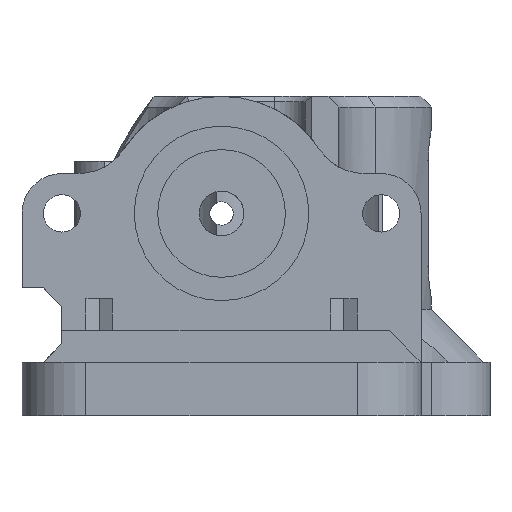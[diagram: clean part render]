
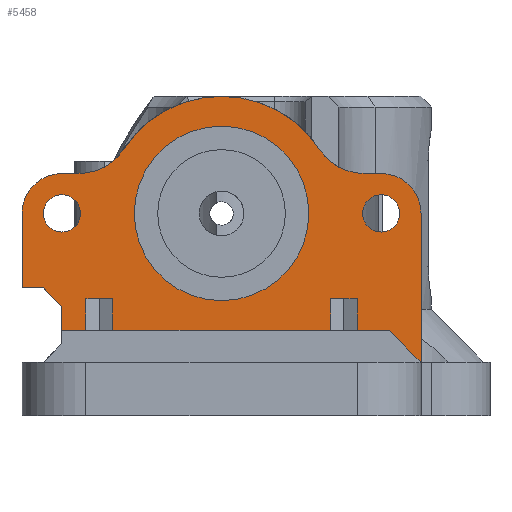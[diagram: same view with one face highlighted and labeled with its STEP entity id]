
A CAD part, front view. The second image highlights one B-rep face of the part: STEP entity #5458.
In plain terms, the highlighted planar face has unit normal (0, -1, 0).
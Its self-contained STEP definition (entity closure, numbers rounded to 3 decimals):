
#155=FACE_BOUND($,#1086,.T.);
#156=FACE_BOUND($,#1087,.T.);
#157=FACE_BOUND($,#1088,.T.);
#231=CIRCLE($,#5628,11.);
#295=CIRCLE($,#5776,5.);
#297=CIRCLE($,#5784,1.75);
#299=CIRCLE($,#5789,1.75);
#301=CIRCLE($,#5792,3.75);
#302=CIRCLE($,#5795,5.);
#343=CIRCLE($,#5908,3.75);
#344=CIRCLE($,#5909,8.2);
#757=FACE_OUTER_BOUND($,#1085,.T.);
#1085=EDGE_LOOP($,(#4710,#4711,#4712,#4713,#4714,#4715,#4716,#4717,#4718,
#4719,#4720,#4721,#4722,#4723,#4724,#4725,#4726,#4727,#4728,#4729,#4730,
#4731));
#1086=EDGE_LOOP($,(#4732));
#1087=EDGE_LOOP($,(#4733));
#1088=EDGE_LOOP($,(#4734));
#1369=LINE($,#8652,#1866);
#1394=LINE($,#8707,#1891);
#1404=LINE($,#8726,#1901);
#1416=LINE($,#8748,#1913);
#1419=LINE($,#8755,#1916);
#1426=LINE($,#8769,#1923);
#1505=LINE($,#9154,#2002);
#1576=LINE($,#9556,#2073);
#1577=LINE($,#9559,#2074);
#1579=LINE($,#9562,#2076);
#1593=LINE($,#9592,#2090);
#1594=LINE($,#9595,#2091);
#1596=LINE($,#9598,#2093);
#1615=LINE($,#9642,#2112);
#1616=LINE($,#9643,#2113);
#1617=LINE($,#9645,#2114);
#1618=LINE($,#9648,#2115);
#1866=VECTOR($,#6519,2.);
#1891=VECTOR($,#6552,2.25);
#1901=VECTOR($,#6566,2.475);
#1913=VECTOR($,#6584,2.262);
#1916=VECTOR($,#6589,3.012);
#1923=VECTOR($,#6596,20.524);
#2002=VECTOR($,#6857,1.605);
#2073=VECTOR($,#7106,3.);
#2074=VECTOR($,#7109,2.476);
#2076=VECTOR($,#7113,3.);
#2090=VECTOR($,#7141,3.);
#2091=VECTOR($,#7144,2.476);
#2093=VECTOR($,#7148,3.);
#2112=VECTOR($,#7195,4.243);
#2113=VECTOR($,#7196,14.);
#2114=VECTOR($,#7197,1.605);
#2115=VECTOR($,#7200,7.);
#2328=VERTEX_POINT($,#8386);
#2329=VERTEX_POINT($,#8388);
#2407=VERTEX_POINT($,#8649);
#2408=VERTEX_POINT($,#8651);
#2433=VERTEX_POINT($,#8704);
#2434=VERTEX_POINT($,#8706);
#2448=VERTEX_POINT($,#8746);
#2450=VERTEX_POINT($,#8752);
#2451=VERTEX_POINT($,#8754);
#2457=VERTEX_POINT($,#8766);
#2458=VERTEX_POINT($,#8768);
#2537=VERTEX_POINT($,#9049);
#2543=VERTEX_POINT($,#9093);
#2546=VERTEX_POINT($,#9138);
#2549=VERTEX_POINT($,#9144);
#2550=VERTEX_POINT($,#9146);
#2552=VERTEX_POINT($,#9152);
#2625=VERTEX_POINT($,#9554);
#2626=VERTEX_POINT($,#9558);
#2635=VERTEX_POINT($,#9590);
#2636=VERTEX_POINT($,#9594);
#2647=VERTEX_POINT($,#9641);
#2648=VERTEX_POINT($,#9644);
#2649=VERTEX_POINT($,#9646);
#2650=VERTEX_POINT($,#9649);
#2906=EDGE_CURVE($,#2329,#2328,#231,.T.);
#3022=EDGE_CURVE($,#2408,#2407,#1369,.T.);
#3049=EDGE_CURVE($,#2434,#2433,#1394,.T.);
#3059=EDGE_CURVE($,#2407,#2434,#1404,.T.);
#3071=EDGE_CURVE($,#2433,#2448,#1416,.T.);
#3074=EDGE_CURVE($,#2451,#2450,#1419,.T.);
#3081=EDGE_CURVE($,#2458,#2457,#1426,.T.);
#3199=EDGE_CURVE($,#2328,#2537,#295,.T.);
#3209=EDGE_CURVE($,#2543,#2543,#297,.T.);
#3216=EDGE_CURVE($,#2546,#2546,#299,.T.);
#3219=EDGE_CURVE($,#2550,#2549,#301,.T.);
#3223=EDGE_CURVE($,#2549,#2552,#1505,.T.);
#3224=EDGE_CURVE($,#2552,#2329,#302,.T.);
#3343=EDGE_CURVE($,#2457,#2625,#1576,.T.);
#3344=EDGE_CURVE($,#2625,#2626,#1577,.T.);
#3346=EDGE_CURVE($,#2626,#2451,#1579,.T.);
#3361=EDGE_CURVE($,#2448,#2635,#1593,.T.);
#3362=EDGE_CURVE($,#2635,#2636,#1594,.T.);
#3364=EDGE_CURVE($,#2636,#2458,#1596,.T.);
#3385=EDGE_CURVE($,#2647,#2450,#1615,.F.);
#3386=EDGE_CURVE($,#2647,#2550,#1616,.T.);
#3387=EDGE_CURVE($,#2537,#2648,#1617,.T.);
#3388=EDGE_CURVE($,#2648,#2649,#343,.T.);
#3389=EDGE_CURVE($,#2649,#2408,#1618,.T.);
#3390=EDGE_CURVE($,#2650,#2650,#344,.T.);
#4710=ORIENTED_EDGE($,*,*,#3049,.T.);
#4711=ORIENTED_EDGE($,*,*,#3071,.T.);
#4712=ORIENTED_EDGE($,*,*,#3361,.T.);
#4713=ORIENTED_EDGE($,*,*,#3362,.T.);
#4714=ORIENTED_EDGE($,*,*,#3364,.T.);
#4715=ORIENTED_EDGE($,*,*,#3081,.T.);
#4716=ORIENTED_EDGE($,*,*,#3343,.T.);
#4717=ORIENTED_EDGE($,*,*,#3344,.T.);
#4718=ORIENTED_EDGE($,*,*,#3346,.T.);
#4719=ORIENTED_EDGE($,*,*,#3074,.T.);
#4720=ORIENTED_EDGE($,*,*,#3385,.F.);
#4721=ORIENTED_EDGE($,*,*,#3386,.T.);
#4722=ORIENTED_EDGE($,*,*,#3219,.T.);
#4723=ORIENTED_EDGE($,*,*,#3223,.T.);
#4724=ORIENTED_EDGE($,*,*,#3224,.T.);
#4725=ORIENTED_EDGE($,*,*,#2906,.T.);
#4726=ORIENTED_EDGE($,*,*,#3199,.T.);
#4727=ORIENTED_EDGE($,*,*,#3387,.T.);
#4728=ORIENTED_EDGE($,*,*,#3388,.T.);
#4729=ORIENTED_EDGE($,*,*,#3389,.T.);
#4730=ORIENTED_EDGE($,*,*,#3022,.T.);
#4731=ORIENTED_EDGE($,*,*,#3059,.T.);
#4732=ORIENTED_EDGE($,*,*,#3390,.T.);
#4733=ORIENTED_EDGE($,*,*,#3209,.T.);
#4734=ORIENTED_EDGE($,*,*,#3216,.T.);
#5216=PLANE($,#5907);
#5458=ADVANCED_FACE($,(#757,#155,#156,#157),#5216,.T.);
#5628=AXIS2_PLACEMENT_3D($,#8389,#6304,#6305);
#5776=AXIS2_PLACEMENT_3D($,#9051,#6811,#6812);
#5784=AXIS2_PLACEMENT_3D($,#9094,#6828,#6829);
#5789=AXIS2_PLACEMENT_3D($,#9139,#6843,#6844);
#5792=AXIS2_PLACEMENT_3D($,#9147,#6850,#6851);
#5795=AXIS2_PLACEMENT_3D($,#9156,#6860,#6861);
#5907=AXIS2_PLACEMENT_3D($,#9640,#7193,#7194);
#5908=AXIS2_PLACEMENT_3D($,#9647,#7198,#7199);
#5909=AXIS2_PLACEMENT_3D($,#9650,#7201,#7202);
#6304=DIRECTION('center_axis',(0.,-1.,0.));
#6305=DIRECTION('ref_axis',(-0.837,0.,-0.547));
#6519=DIRECTION($,(1.,0.,0.));
#6552=DIRECTION($,(0.,0.,-1.));
#6566=DIRECTION($,(0.707,0.,-0.707));
#6584=DIRECTION($,(1.,0.,0.));
#6589=DIRECTION($,(1.,0.,0.));
#6596=DIRECTION($,(1.,0.,0.));
#6811=DIRECTION('center_axis',(0.,1.,0.));
#6812=DIRECTION('ref_axis',(0.,0.,
-1.));
#6828=DIRECTION('center_axis',(0.,1.,0.));
#6829=DIRECTION('ref_axis',(-1.,0.,0.));
#6843=DIRECTION('center_axis',(0.,1.,0.));
#6844=DIRECTION('ref_axis',(-1.,0.,0.));
#6850=DIRECTION('center_axis',(0.,-1.,0.));
#6851=DIRECTION('ref_axis',(-1.,0.,0.));
#6857=DIRECTION($,(-1.,0.,0.));
#6860=DIRECTION('center_axis',(0.,1.,0.));
#6861=DIRECTION('ref_axis',(-0.837,0.,-0.547));
#7106=DIRECTION($,(0.,0.,1.));
#7109=DIRECTION($,(1.,0.,0.));
#7113=DIRECTION($,(0.,0.,-1.));
#7141=DIRECTION($,(0.,0.,1.));
#7144=DIRECTION($,(1.,0.,0.));
#7148=DIRECTION($,(0.,0.,-1.));
#7193=DIRECTION('center_axis',(0.,-1.,0.));
#7194=DIRECTION('ref_axis',(0.,0.,-1.));
#7195=DIRECTION($,(0.707,0.,-0.707));
#7196=DIRECTION($,(0.,0.,1.));
#7197=DIRECTION($,(-1.,0.,0.));
#7198=DIRECTION('center_axis',(0.,-1.,0.));
#7199=DIRECTION('ref_axis',(0.,0.,
-1.));
#7200=DIRECTION($,(0.,0.,-1.));
#7201=DIRECTION('center_axis',(0.,1.,0.));
#7202=DIRECTION('ref_axis',(-1.,0.,0.));
#8386=CARTESIAN_POINT('',(-13.434,-43.,25.016));
#8388=CARTESIAN_POINT('',(4.984,-43.,25.016));
#8389=CARTESIAN_POINT('Origin',(-4.225,-43.,19.));
#8649=CARTESIAN_POINT('',(-20.975,-43.,12.));
#8651=CARTESIAN_POINT('',(-22.975,-43.,12.));
#8652=CARTESIAN_POINT($,(-12.6,-43.,12.));
#8704=CARTESIAN_POINT('',(-19.225,-43.,8.));
#8706=CARTESIAN_POINT('',(-19.225,-43.,10.25));
#8707=CARTESIAN_POINT($,(-19.225,-43.,9.037));
#8726=CARTESIAN_POINT($,(-15.744,-43.,6.769));
#8746=CARTESIAN_POINT('',(-16.963,-43.,8.));
#8748=CARTESIAN_POINT($,(-4.225,-43.,8.));
#8752=CARTESIAN_POINT('',(11.525,-43.,8.));
#8754=CARTESIAN_POINT('',(8.513,-43.,8.));
#8755=CARTESIAN_POINT($,(-4.225,-43.,8.));
#8766=CARTESIAN_POINT('',(6.037,-43.,8.));
#8768=CARTESIAN_POINT('',(-14.487,-43.,8.));
#8769=CARTESIAN_POINT($,(-4.225,-43.,8.));
#9049=CARTESIAN_POINT('',(-17.62,-43.,22.75));
#9051=CARTESIAN_POINT('Origin',(-17.62,-43.,27.75));
#9093=CARTESIAN_POINT('',(-17.475,-43.,19.));
#9094=CARTESIAN_POINT('Origin',(-19.225,-43.,19.));
#9138=CARTESIAN_POINT('',(12.525,-43.,19.));
#9139=CARTESIAN_POINT('Origin',(10.775,-43.,19.));
#9144=CARTESIAN_POINT('',(10.775,-43.,22.75));
#9146=CARTESIAN_POINT('',(14.525,-43.,19.));
#9147=CARTESIAN_POINT('Origin',(10.775,-43.,19.));
#9152=CARTESIAN_POINT('',(9.17,-43.,22.75));
#9154=CARTESIAN_POINT($,(9.17,-43.,22.75));
#9156=CARTESIAN_POINT('Origin',(9.17,-43.,27.75));
#9554=CARTESIAN_POINT('',(6.037,-43.,11.));
#9556=CARTESIAN_POINT($,(6.037,-43.,9.662));
#9558=CARTESIAN_POINT('',(8.513,-43.,11.));
#9559=CARTESIAN_POINT($,(1.525,-43.,11.));
#9562=CARTESIAN_POINT($,(8.513,-43.,9.662));
#9590=CARTESIAN_POINT('',(-16.963,-43.,11.));
#9592=CARTESIAN_POINT($,(-16.963,-43.,9.662));
#9594=CARTESIAN_POINT('',(-14.487,-43.,11.));
#9595=CARTESIAN_POINT($,(-9.975,-43.,11.));
#9598=CARTESIAN_POINT($,(-14.487,-43.,9.662));
#9640=CARTESIAN_POINT('Origin',(-4.225,-43.,11.325));
#9641=CARTESIAN_POINT('',(14.525,-43.,5.));
#9642=CARTESIAN_POINT($,(7.506,-43.,12.019));
#9643=CARTESIAN_POINT($,(14.525,-43.,19.));
#9644=CARTESIAN_POINT('',(-19.225,-43.,22.75));
#9645=CARTESIAN_POINT($,(-19.225,-43.,22.75));
#9646=CARTESIAN_POINT('',(-22.975,-43.,19.));
#9647=CARTESIAN_POINT('Origin',(-19.225,-43.,19.));
#9648=CARTESIAN_POINT($,(-22.975,-43.,0.));
#9649=CARTESIAN_POINT('',(3.975,-43.,19.));
#9650=CARTESIAN_POINT('Origin',(-4.225,-43.,19.));
